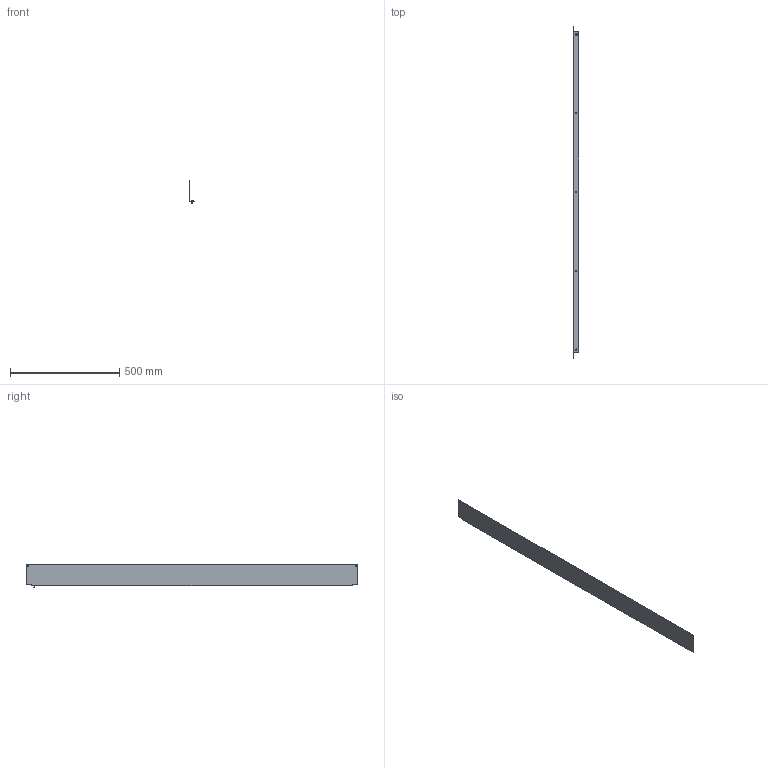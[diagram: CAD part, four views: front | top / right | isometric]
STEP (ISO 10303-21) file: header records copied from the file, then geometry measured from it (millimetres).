
FILE_DESCRIPTION (( 'STEP AP203' ), '1' );
FILE_NAME ('CWBA460.step', '2024-04-25T14:44:57', ( '' ), ( '' ), 'SwSTEP 2.0', 'SolidWorks 2023', '' );
FILE_SCHEMA (( 'CONFIG_CONTROL_DESIGN' ));
Length unit declared in the file: inch
Products named in the file (1): CWBA460
Bounding box: 25.4 x 1520.83 x 109.68 mm (x, y, z)
Volume: 266189.5 mm3; surface area: 372564.2 mm2
Topology: 3 solids, 3 shells, 63 faces, 162 edges, 106 vertices
Faces by surface type: plane 35, cylinder 22, bspline 6
Entity records: 2141 total; most frequent: CARTESIAN_POINT 502, ORIENTED_EDGE 324, DIRECTION 318, EDGE_CURVE 162, AXIS2_PLACEMENT_3D 110, VERTEX_POINT 106, VECTOR 98, LINE 98
